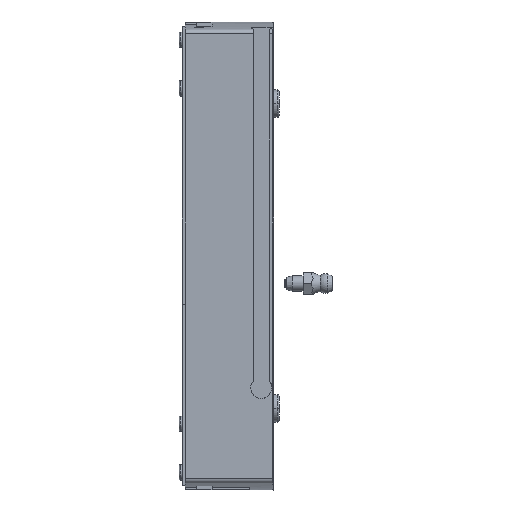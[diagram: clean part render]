
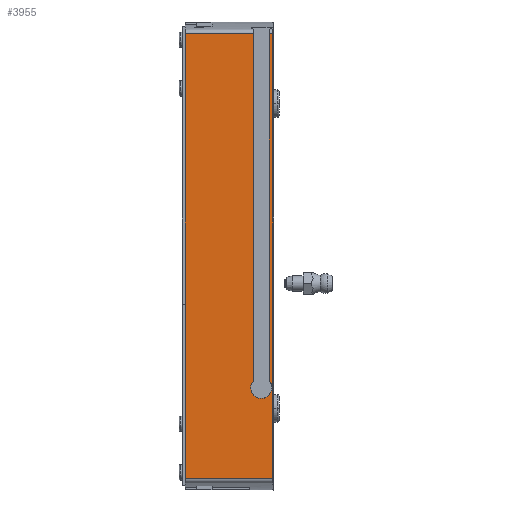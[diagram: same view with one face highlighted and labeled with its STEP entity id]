
A CAD part, left-side view. The second image highlights one B-rep face of the part: STEP entity #3955.
In plain terms, the highlighted planar face has unit normal (-1, 0, 0).
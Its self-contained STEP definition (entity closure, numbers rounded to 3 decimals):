
#222=CIRCLE('',#4370,3.5);
#397=PLANE('',#4369);
#583=LINE('',#6519,#798);
#589=LINE('',#6556,#804);
#590=LINE('',#6560,#805);
#595=LINE('',#6591,#810);
#616=LINE('',#6645,#831);
#617=LINE('',#6647,#832);
#618=LINE('',#6649,#833);
#798=VECTOR('',#4985,1000.);
#804=VECTOR('',#5001,1000.);
#805=VECTOR('',#5006,1000.);
#810=VECTOR('',#5039,1000.);
#831=VECTOR('',#5086,1000.);
#832=VECTOR('',#5087,1000.);
#833=VECTOR('',#5088,1000.);
#1221=ORIENTED_EDGE('',*,*,#2204,.T.);
#1222=ORIENTED_EDGE('',*,*,#2155,.T.);
#1223=ORIENTED_EDGE('',*,*,#2157,.F.);
#1224=ORIENTED_EDGE('',*,*,#2173,.F.);
#1225=ORIENTED_EDGE('',*,*,#2205,.T.);
#1226=ORIENTED_EDGE('',*,*,#2206,.T.);
#1227=ORIENTED_EDGE('',*,*,#2207,.F.);
#1228=ORIENTED_EDGE('',*,*,#2143,.T.);
#2143=EDGE_CURVE('',#2645,#2643,#583,.T.);
#2155=EDGE_CURVE('',#2651,#2652,#589,.T.);
#2157=EDGE_CURVE('',#2653,#2652,#590,.T.);
#2173=EDGE_CURVE('',#2665,#2653,#595,.T.);
#2204=EDGE_CURVE('',#2643,#2651,#222,.T.);
#2205=EDGE_CURVE('',#2665,#2686,#616,.T.);
#2206=EDGE_CURVE('',#2686,#2687,#617,.T.);
#2207=EDGE_CURVE('',#2645,#2687,#618,.T.);
#2643=VERTEX_POINT('',#6517);
#2645=VERTEX_POINT('',#6520);
#2651=VERTEX_POINT('',#6553);
#2652=VERTEX_POINT('',#6555);
#2653=VERTEX_POINT('',#6559);
#2665=VERTEX_POINT('',#6590);
#2686=VERTEX_POINT('',#6646);
#2687=VERTEX_POINT('',#6648);
#3061=EDGE_LOOP('',(#1221,#1222,#1223,#1224,#1225,#1226,#1227,#1228));
#3468=FACE_BOUND('',#3061,.T.);
#3955=ADVANCED_FACE('',(#3468),#397,.F.);
#4369=AXIS2_PLACEMENT_3D('',#6643,#5082,#5083);
#4370=AXIS2_PLACEMENT_3D('',#6644,#5084,#5085);
#4985=DIRECTION('',(0.,0.,-1.));
#5001=DIRECTION('',(0.,0.,1.));
#5006=DIRECTION('',(0.,-1.,0.));
#5039=DIRECTION('',(0.,0.,1.));
#5082=DIRECTION('',(1.,0.,0.));
#5083=DIRECTION('',(0.,0.,-1.));
#5084=DIRECTION('',(1.,0.,0.));
#5085=DIRECTION('',(0.,0.,-1.));
#5086=DIRECTION('',(0.,-1.,0.));
#5087=DIRECTION('',(0.,0.,1.));
#5088=DIRECTION('',(0.,-1.,0.));
#6517=CARTESIAN_POINT('',(-24.,1.2,-40.857));
#6519=CARTESIAN_POINT('',(-24.,1.2,-77.8));
#6520=CARTESIAN_POINT('',(-24.,1.2,72.941));
#6553=CARTESIAN_POINT('',(-24.,6.4,-40.857));
#6555=CARTESIAN_POINT('',(-24.,6.4,72.941));
#6556=CARTESIAN_POINT('',(-24.,6.4,-77.8));
#6559=CARTESIAN_POINT('',(-24.,28.8,72.941));
#6560=CARTESIAN_POINT('',(-24.,28.8,72.941));
#6590=CARTESIAN_POINT('',(-24.,28.8,-72.941));
#6591=CARTESIAN_POINT('',(-24.,28.8,-77.8));
#6643=CARTESIAN_POINT('',(-24.,28.8,-77.8));
#6644=CARTESIAN_POINT('',(-24.,3.8,-43.2));
#6645=CARTESIAN_POINT('',(-24.,28.8,-72.941));
#6646=CARTESIAN_POINT('',(-24.,0.,-72.941));
#6647=CARTESIAN_POINT('',(-24.,0.,-77.8));
#6648=CARTESIAN_POINT('',(-24.,0.,72.941));
#6649=CARTESIAN_POINT('',(-24.,28.8,72.941));
